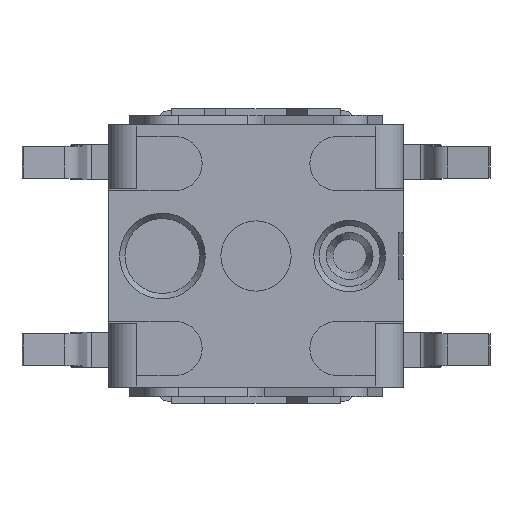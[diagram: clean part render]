
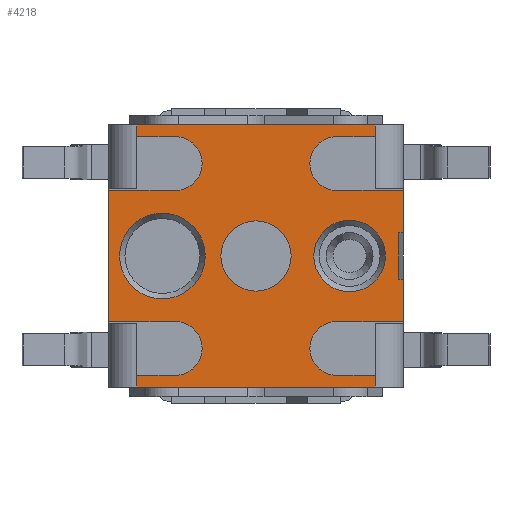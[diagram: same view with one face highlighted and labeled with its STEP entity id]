
A CAD part, front view. The second image highlights one B-rep face of the part: STEP entity #4218.
In plain terms, the highlighted planar face has unit normal (0, -1, 0).
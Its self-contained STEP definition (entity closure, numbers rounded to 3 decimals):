
#108=LINE('',#6027,#635);
#109=LINE('',#6030,#636);
#110=LINE('',#6032,#637);
#111=LINE('',#6034,#638);
#112=LINE('',#6038,#639);
#113=LINE('',#6040,#640);
#114=LINE('',#6042,#641);
#115=LINE('',#6044,#642);
#116=LINE('',#6046,#643);
#117=LINE('',#6050,#644);
#118=LINE('',#6052,#645);
#119=LINE('',#6054,#646);
#120=LINE('',#6058,#647);
#121=LINE('',#6060,#648);
#122=LINE('',#6062,#649);
#123=LINE('',#6064,#650);
#124=LINE('',#6066,#651);
#125=LINE('',#6070,#652);
#126=LINE('',#6072,#653);
#127=LINE('',#6074,#654);
#635=VECTOR('',#4834,1000.);
#636=VECTOR('',#4835,1000.);
#637=VECTOR('',#4836,1000.);
#638=VECTOR('',#4837,1000.);
#639=VECTOR('',#4840,1000.);
#640=VECTOR('',#4841,1000.);
#641=VECTOR('',#4842,1000.);
#642=VECTOR('',#4843,1000.);
#643=VECTOR('',#4844,1000.);
#644=VECTOR('',#4847,1000.);
#645=VECTOR('',#4848,1000.);
#646=VECTOR('',#4849,1000.);
#647=VECTOR('',#4852,1000.);
#648=VECTOR('',#4853,1000.);
#649=VECTOR('',#4854,1000.);
#650=VECTOR('',#4855,1000.);
#651=VECTOR('',#4856,1000.);
#652=VECTOR('',#4859,1000.);
#653=VECTOR('',#4860,1000.);
#654=VECTOR('',#4861,1000.);
#1162=ORIENTED_EDGE('',*,*,#2418,.F.);
#1163=ORIENTED_EDGE('',*,*,#2419,.F.);
#1164=ORIENTED_EDGE('',*,*,#2420,.F.);
#1165=ORIENTED_EDGE('',*,*,#2421,.F.);
#1166=ORIENTED_EDGE('',*,*,#2422,.T.);
#1167=ORIENTED_EDGE('',*,*,#2423,.F.);
#1168=ORIENTED_EDGE('',*,*,#2424,.T.);
#1169=ORIENTED_EDGE('',*,*,#2425,.T.);
#1170=ORIENTED_EDGE('',*,*,#2426,.T.);
#1171=ORIENTED_EDGE('',*,*,#2427,.F.);
#1172=ORIENTED_EDGE('',*,*,#2428,.F.);
#1173=ORIENTED_EDGE('',*,*,#2429,.T.);
#1174=ORIENTED_EDGE('',*,*,#2430,.T.);
#1175=ORIENTED_EDGE('',*,*,#2431,.T.);
#1176=ORIENTED_EDGE('',*,*,#2432,.T.);
#1177=ORIENTED_EDGE('',*,*,#2433,.F.);
#1178=ORIENTED_EDGE('',*,*,#2434,.T.);
#1179=ORIENTED_EDGE('',*,*,#2435,.T.);
#1180=ORIENTED_EDGE('',*,*,#2436,.T.);
#1181=ORIENTED_EDGE('',*,*,#2437,.F.);
#1182=ORIENTED_EDGE('',*,*,#2438,.F.);
#1183=ORIENTED_EDGE('',*,*,#2439,.T.);
#1184=ORIENTED_EDGE('',*,*,#2440,.T.);
#1185=ORIENTED_EDGE('',*,*,#2441,.T.);
#1186=ORIENTED_EDGE('',*,*,#2442,.T.);
#1187=ORIENTED_EDGE('',*,*,#2443,.F.);
#1188=ORIENTED_EDGE('',*,*,#2444,.F.);
#2418=EDGE_CURVE('',#3046,#3046,#3465,.T.);
#2419=EDGE_CURVE('',#3047,#3047,#3466,.T.);
#2420=EDGE_CURVE('',#3048,#3048,#3467,.T.);
#2421=EDGE_CURVE('',#3049,#3050,#108,.T.);
#2422=EDGE_CURVE('',#3049,#3051,#109,.T.);
#2423=EDGE_CURVE('',#3052,#3051,#110,.T.);
#2424=EDGE_CURVE('',#3052,#3053,#111,.T.);
#2425=EDGE_CURVE('',#3053,#3054,#3468,.T.);
#2426=EDGE_CURVE('',#3054,#3055,#112,.T.);
#2427=EDGE_CURVE('',#3056,#3055,#113,.T.);
#2428=EDGE_CURVE('',#3057,#3056,#114,.T.);
#2429=EDGE_CURVE('',#3057,#3058,#115,.T.);
#2430=EDGE_CURVE('',#3058,#3059,#116,.T.);
#2431=EDGE_CURVE('',#3059,#3060,#3469,.T.);
#2432=EDGE_CURVE('',#3060,#3061,#117,.T.);
#2433=EDGE_CURVE('',#3062,#3061,#118,.T.);
#2434=EDGE_CURVE('',#3062,#3063,#119,.T.);
#2435=EDGE_CURVE('',#3063,#3064,#3470,.T.);
#2436=EDGE_CURVE('',#3064,#3065,#120,.T.);
#2437=EDGE_CURVE('',#3066,#3065,#121,.T.);
#2438=EDGE_CURVE('',#3067,#3066,#122,.T.);
#2439=EDGE_CURVE('',#3067,#3068,#123,.T.);
#2440=EDGE_CURVE('',#3068,#3069,#124,.T.);
#2441=EDGE_CURVE('',#3069,#3070,#3471,.T.);
#2442=EDGE_CURVE('',#3070,#3071,#125,.T.);
#2443=EDGE_CURVE('',#3072,#3071,#126,.T.);
#2444=EDGE_CURVE('',#3050,#3072,#127,.T.);
#3046=VERTEX_POINT('',#6022);
#3047=VERTEX_POINT('',#6024);
#3048=VERTEX_POINT('',#6026);
#3049=VERTEX_POINT('',#6028);
#3050=VERTEX_POINT('',#6029);
#3051=VERTEX_POINT('',#6031);
#3052=VERTEX_POINT('',#6033);
#3053=VERTEX_POINT('',#6035);
#3054=VERTEX_POINT('',#6037);
#3055=VERTEX_POINT('',#6039);
#3056=VERTEX_POINT('',#6041);
#3057=VERTEX_POINT('',#6043);
#3058=VERTEX_POINT('',#6045);
#3059=VERTEX_POINT('',#6047);
#3060=VERTEX_POINT('',#6049);
#3061=VERTEX_POINT('',#6051);
#3062=VERTEX_POINT('',#6053);
#3063=VERTEX_POINT('',#6055);
#3064=VERTEX_POINT('',#6057);
#3065=VERTEX_POINT('',#6059);
#3066=VERTEX_POINT('',#6061);
#3067=VERTEX_POINT('',#6063);
#3068=VERTEX_POINT('',#6065);
#3069=VERTEX_POINT('',#6067);
#3070=VERTEX_POINT('',#6069);
#3071=VERTEX_POINT('',#6071);
#3072=VERTEX_POINT('',#6073);
#3465=CIRCLE('',#4492,0.75);
#3466=CIRCLE('',#4493,0.915);
#3467=CIRCLE('',#4494,0.765);
#3468=CIRCLE('',#4495,0.575);
#3469=CIRCLE('',#4496,0.575);
#3470=CIRCLE('',#4497,0.575);
#3471=CIRCLE('',#4498,0.575);
#3566=EDGE_LOOP('',(#1162));
#3567=EDGE_LOOP('',(#1163));
#3568=EDGE_LOOP('',(#1164));
#3569=EDGE_LOOP('',(#1165,#1166,#1167,#1168,#1169,#1170,#1171,#1172,#1173,
#1174,#1175,#1176,#1177,#1178,#1179,#1180,#1181,#1182,#1183,#1184,#1185,
#1186,#1187,#1188));
#3805=FACE_BOUND('',#3566,.T.);
#3806=FACE_BOUND('',#3567,.T.);
#3807=FACE_BOUND('',#3568,.T.);
#3808=FACE_BOUND('',#3569,.T.);
#4044=PLANE('',#4491);
#4218=ADVANCED_FACE('',(#3805,#3806,#3807,#3808),#4044,.F.);
#4491=AXIS2_PLACEMENT_3D('',#6020,#4826,#4827);
#4492=AXIS2_PLACEMENT_3D('',#6021,#4828,#4829);
#4493=AXIS2_PLACEMENT_3D('',#6023,#4830,#4831);
#4494=AXIS2_PLACEMENT_3D('',#6025,#4832,#4833);
#4495=AXIS2_PLACEMENT_3D('',#6036,#4838,#4839);
#4496=AXIS2_PLACEMENT_3D('',#6048,#4845,#4846);
#4497=AXIS2_PLACEMENT_3D('',#6056,#4850,#4851);
#4498=AXIS2_PLACEMENT_3D('',#6068,#4857,#4858);
#4826=DIRECTION('',(0.,1.,0.));
#4827=DIRECTION('',(0.,0.,1.));
#4828=DIRECTION('',(0.,-1.,0.));
#4829=DIRECTION('',(0.,0.,-1.));
#4830=DIRECTION('',(0.,-1.,0.));
#4831=DIRECTION('',(0.,0.,-1.));
#4832=DIRECTION('',(0.,-1.,0.));
#4833=DIRECTION('',(0.,0.,-1.));
#4834=DIRECTION('',(0.,0.,-1.));
#4835=DIRECTION('',(1.,0.,0.));
#4836=DIRECTION('',(0.,0.,-1.));
#4837=DIRECTION('',(-1.,0.,0.));
#4838=DIRECTION('',(0.,1.,0.));
#4839=DIRECTION('',(1.,0.,0.));
#4840=DIRECTION('',(1.,0.,0.));
#4841=DIRECTION('',(0.,0.,-1.));
#4842=DIRECTION('',(1.,0.,0.));
#4843=DIRECTION('',(0.,0.,-1.));
#4844=DIRECTION('',(1.,0.,0.));
#4845=DIRECTION('',(0.,1.,0.));
#4846=DIRECTION('',(1.,0.,0.));
#4847=DIRECTION('',(-1.,0.,0.));
#4848=DIRECTION('',(0.,0.,1.));
#4849=DIRECTION('',(1.,0.,0.));
#4850=DIRECTION('',(0.,1.,0.));
#4851=DIRECTION('',(1.,0.,0.));
#4852=DIRECTION('',(-1.,0.,0.));
#4853=DIRECTION('',(0.,0.,1.));
#4854=DIRECTION('',(-1.,0.,0.));
#4855=DIRECTION('',(0.,0.,1.));
#4856=DIRECTION('',(-1.,0.,0.));
#4857=DIRECTION('',(0.,1.,0.));
#4858=DIRECTION('',(1.,0.,0.));
#4859=DIRECTION('',(1.,0.,0.));
#4860=DIRECTION('',(0.,0.,-1.));
#4861=DIRECTION('',(1.,0.,0.));
#6020=CARTESIAN_POINT('',(0.,-1.9,0.));
#6021=CARTESIAN_POINT('',(0.,-1.9,0.));
#6022=CARTESIAN_POINT('',(0.,-1.9,-0.75));
#6023=CARTESIAN_POINT('',(-2.,-1.9,0.));
#6024=CARTESIAN_POINT('',(-2.,-1.9,-0.915));
#6025=CARTESIAN_POINT('',(2.,-1.9,0.));
#6026=CARTESIAN_POINT('',(2.,-1.9,-0.765));
#6027=CARTESIAN_POINT('',(3.05,-1.9,0.5));
#6028=CARTESIAN_POINT('',(3.05,-1.9,0.5));
#6029=CARTESIAN_POINT('',(3.05,-1.9,-0.5));
#6030=CARTESIAN_POINT('',(3.05,-1.9,0.5));
#6031=CARTESIAN_POINT('',(3.15,-1.9,0.5));
#6032=CARTESIAN_POINT('',(3.15,-1.9,2.8));
#6033=CARTESIAN_POINT('',(3.15,-1.9,1.4));
#6034=CARTESIAN_POINT('',(3.725,-1.9,1.4));
#6035=CARTESIAN_POINT('',(1.725,-1.9,1.4));
#6036=CARTESIAN_POINT('',(1.725,-1.9,1.975));
#6037=CARTESIAN_POINT('',(1.725,-1.9,2.55));
#6038=CARTESIAN_POINT('',(1.725,-1.9,2.55));
#6039=CARTESIAN_POINT('',(2.55,-1.9,2.55));
#6040=CARTESIAN_POINT('',(2.55,-1.9,3.435));
#6041=CARTESIAN_POINT('',(2.55,-1.9,2.8));
#6042=CARTESIAN_POINT('',(-3.15,-1.9,2.8));
#6043=CARTESIAN_POINT('',(-2.55,-1.9,2.8));
#6044=CARTESIAN_POINT('',(-2.55,-1.9,3.435));
#6045=CARTESIAN_POINT('',(-2.55,-1.9,2.55));
#6046=CARTESIAN_POINT('',(-4.,-1.9,2.55));
#6047=CARTESIAN_POINT('',(-1.725,-1.9,2.55));
#6048=CARTESIAN_POINT('',(-1.725,-1.9,1.975));
#6049=CARTESIAN_POINT('',(-1.725,-1.9,1.4));
#6050=CARTESIAN_POINT('',(-1.725,-1.9,1.4));
#6051=CARTESIAN_POINT('',(-3.15,-1.9,1.4));
#6052=CARTESIAN_POINT('',(-3.15,-1.9,-2.8));
#6053=CARTESIAN_POINT('',(-3.15,-1.9,-1.4));
#6054=CARTESIAN_POINT('',(-3.725,-1.9,-1.4));
#6055=CARTESIAN_POINT('',(-1.725,-1.9,-1.4));
#6056=CARTESIAN_POINT('',(-1.725,-1.9,-1.975));
#6057=CARTESIAN_POINT('',(-1.725,-1.9,-2.55));
#6058=CARTESIAN_POINT('',(-1.725,-1.9,-2.55));
#6059=CARTESIAN_POINT('',(-2.55,-1.9,-2.55));
#6060=CARTESIAN_POINT('',(-2.55,-1.9,-3.435));
#6061=CARTESIAN_POINT('',(-2.55,-1.9,-2.8));
#6062=CARTESIAN_POINT('',(-1.8,-1.9,-2.8));
#6063=CARTESIAN_POINT('',(2.55,-1.9,-2.8));
#6064=CARTESIAN_POINT('',(2.55,-1.9,-3.435));
#6065=CARTESIAN_POINT('',(2.55,-1.9,-2.55));
#6066=CARTESIAN_POINT('',(4.,-1.9,-2.55));
#6067=CARTESIAN_POINT('',(1.725,-1.9,-2.55));
#6068=CARTESIAN_POINT('',(1.725,-1.9,-1.975));
#6069=CARTESIAN_POINT('',(1.725,-1.9,-1.4));
#6070=CARTESIAN_POINT('',(1.725,-1.9,-1.4));
#6071=CARTESIAN_POINT('',(3.15,-1.9,-1.4));
#6072=CARTESIAN_POINT('',(3.15,-1.9,2.8));
#6073=CARTESIAN_POINT('',(3.15,-1.9,-0.5));
#6074=CARTESIAN_POINT('',(3.05,-1.9,-0.5));
